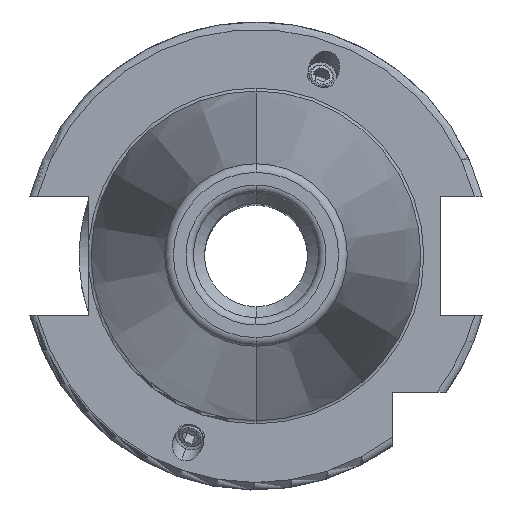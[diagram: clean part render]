
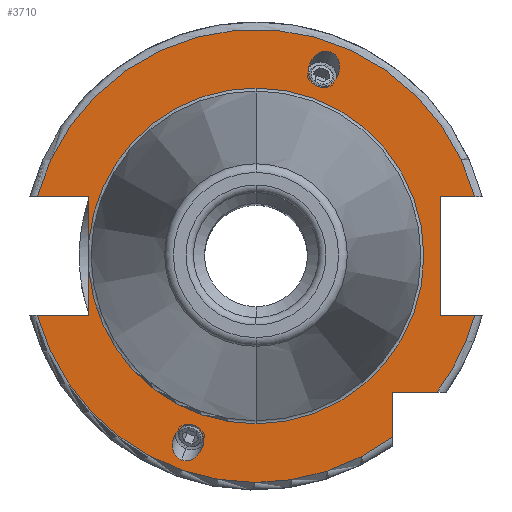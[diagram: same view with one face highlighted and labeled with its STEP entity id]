
A CAD part, top view. The second image highlights one B-rep face of the part: STEP entity #3710.
In plain terms, the highlighted planar face has unit normal (0, 0, 1).
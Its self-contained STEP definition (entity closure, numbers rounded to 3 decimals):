
#413=DIRECTION('',(1,0,0));
#414=VECTOR('',#413,7.004);
#415=CARTESIAN_POINT('',(-29.704,-8.05,15.9));
#416=LINE('',#415,#414);
#417=DIRECTION('',(0,1,0));
#418=VECTOR('',#417,5.917);
#419=CARTESIAN_POINT('',(-22.7,-8.05,15.9));
#420=LINE('',#419,#418);
#421=DIRECTION('',(0,1,0));
#422=VECTOR('',#421,5.917);
#423=CARTESIAN_POINT('',(-22.7,2.133,15.9));
#424=LINE('',#423,#422);
#425=DIRECTION('',(1,0,0));
#426=VECTOR('',#425,7.004);
#427=CARTESIAN_POINT('',(-29.704,8.05,15.9));
#428=LINE('',#427,#426);
#429=DIRECTION('',(-1,0,0));
#430=VECTOR('',#429,4.704);
#431=CARTESIAN_POINT('',(29.704,8.05,15.9));
#432=LINE('',#431,#430);
#433=DIRECTION('',(0,-1,0));
#434=VECTOR('',#433,16.1);
#435=CARTESIAN_POINT('',(25,8.05,15.9));
#436=LINE('',#435,#434);
#437=DIRECTION('',(-1,0,0));
#438=VECTOR('',#437,4.704);
#439=CARTESIAN_POINT('',(29.704,-8.05,15.9));
#440=LINE('',#439,#438);
#441=CARTESIAN_POINT('',(0,0,15.9));
#442=DIRECTION('',(0,0,1));
#443=DIRECTION('',(0.799,-0.601,0));
#444=AXIS2_PLACEMENT_3D('',#441,#442,#443);
#446=DIRECTION('',(-1,0,0));
#447=VECTOR('',#446,6.094);
#448=CARTESIAN_POINT('',(24.594,-18.5,15.9));
#449=LINE('',#448,#447);
#450=DIRECTION('',(0,1,0));
#451=VECTOR('',#450,6.094);
#452=CARTESIAN_POINT('',(18.5,-24.594,15.9));
#453=LINE('',#452,#451);
#454=CARTESIAN_POINT('',(10.09,27.723,15.9));
#455=CARTESIAN_POINT('',(9.863,27.806,15.9));
#456=CARTESIAN_POINT('',(9.337,27.884,15.9));
#457=CARTESIAN_POINT('',(8.455,27.594,15.9));
#458=CARTESIAN_POINT('',(7.834,27.033,15.9));
#459=CARTESIAN_POINT('',(7.483,26.49,15.9));
#460=CARTESIAN_POINT('',(7.298,26.077,15.9));
#461=CARTESIAN_POINT('',(7.174,25.641,15.9));
#462=CARTESIAN_POINT('',(7.094,25.,15.9));
#463=CARTESIAN_POINT('',(7.208,24.17,15.9));
#464=CARTESIAN_POINT('',(7.698,23.381,15.9));
#465=CARTESIAN_POINT('',(8.152,23.103,15.9));
#466=CARTESIAN_POINT('',(8.379,23.02,15.9));
#468=CARTESIAN_POINT('',(8.379,23.02,15.9));
#469=CARTESIAN_POINT('',(8.606,22.937,15.9));
#470=CARTESIAN_POINT('',(9.133,22.859,15.9));
#471=CARTESIAN_POINT('',(10.014,23.149,15.9));
#472=CARTESIAN_POINT('',(10.635,23.711,15.9));
#473=CARTESIAN_POINT('',(10.986,24.253,15.9));
#474=CARTESIAN_POINT('',(11.171,24.667,15.9));
#475=CARTESIAN_POINT('',(11.295,25.103,15.9));
#476=CARTESIAN_POINT('',(11.375,25.744,15.9));
#477=CARTESIAN_POINT('',(11.261,26.573,15.9));
#478=CARTESIAN_POINT('',(10.771,27.362,15.9));
#479=CARTESIAN_POINT('',(10.318,27.641,15.9));
#480=CARTESIAN_POINT('',(10.09,27.723,15.9));
#482=CARTESIAN_POINT('',(-10.09,-27.723,15.9));
#483=CARTESIAN_POINT('',(-10.318,-27.641,15.9));
#484=CARTESIAN_POINT('',(-10.771,-27.362,15.9));
#485=CARTESIAN_POINT('',(-11.261,-26.573,15.9));
#486=CARTESIAN_POINT('',(-11.375,-25.744,15.9));
#487=CARTESIAN_POINT('',(-11.295,-25.103,15.9));
#488=CARTESIAN_POINT('',(-11.171,-24.667,15.9));
#489=CARTESIAN_POINT('',(-10.986,-24.253,15.9));
#490=CARTESIAN_POINT('',(-10.635,-23.711,15.9));
#491=CARTESIAN_POINT('',(-10.014,-23.149,15.9));
#492=CARTESIAN_POINT('',(-9.133,-22.859,15.9));
#493=CARTESIAN_POINT('',(-8.606,-22.937,15.9));
#494=CARTESIAN_POINT('',(-8.379,-23.02,15.9));
#496=CARTESIAN_POINT('',(-8.379,-23.02,15.9));
#497=CARTESIAN_POINT('',(-8.152,-23.103,15.9));
#498=CARTESIAN_POINT('',(-7.698,-23.381,15.9));
#499=CARTESIAN_POINT('',(-7.208,-24.17,15.9));
#500=CARTESIAN_POINT('',(-7.094,-25.,15.9));
#501=CARTESIAN_POINT('',(-7.174,-25.641,15.9));
#502=CARTESIAN_POINT('',(-7.298,-26.077,15.9));
#503=CARTESIAN_POINT('',(-7.483,-26.49,15.9));
#504=CARTESIAN_POINT('',(-7.834,-27.033,15.9));
#505=CARTESIAN_POINT('',(-8.455,-27.594,15.9));
#506=CARTESIAN_POINT('',(-9.337,-27.884,15.9));
#507=CARTESIAN_POINT('',(-9.863,-27.806,15.9));
#508=CARTESIAN_POINT('',(-10.09,-27.723,15.9));
#520=CARTESIAN_POINT('',(0,0,15.9));
#521=DIRECTION('',(0,0,1));
#522=DIRECTION('',(0,1,0));
#523=AXIS2_PLACEMENT_3D('',#520,#521,#522);
#535=CARTESIAN_POINT('',(0,0,15.9));
#536=DIRECTION('',(0,0,1));
#537=DIRECTION('',(-0.996,-0.094,0));
#538=AXIS2_PLACEMENT_3D('',#535,#536,#537);
#540=CARTESIAN_POINT('',(0,0,15.9));
#541=DIRECTION('',(0,0,-1));
#542=DIRECTION('',(0,1,0));
#543=AXIS2_PLACEMENT_3D('',#540,#541,#542);
#1964=CARTESIAN_POINT('',(0,0,15.9));
#1965=DIRECTION('',(0,0,1));
#1966=DIRECTION('',(0.965,0.262,0));
#1967=AXIS2_PLACEMENT_3D('',#1964,#1965,#1966);
#2015=CARTESIAN_POINT('',(0,0,15.9));
#2016=DIRECTION('',(0,0,1));
#2017=DIRECTION('',(-0.965,-0.262,0));
#2018=AXIS2_PLACEMENT_3D('',#2015,#2016,#2017);
#2691=CARTESIAN_POINT('',(0,22.8,15.9));
#2693=VERTEX_POINT('',#2691);
#2713=CARTESIAN_POINT('',(0,-22.8,15.9));
#2715=VERTEX_POINT('',#2713);
#2853=CARTESIAN_POINT('',(-29.704,-8.05,15.9));
#2854=CARTESIAN_POINT('',(-22.7,-8.05,15.9));
#2855=VERTEX_POINT('',#2853);
#2856=VERTEX_POINT('',#2854);
#2857=CARTESIAN_POINT('',(-22.7,-2.133,15.9));
#2858=VERTEX_POINT('',#2857);
#2859=CARTESIAN_POINT('',(-22.7,2.133,15.9));
#2860=CARTESIAN_POINT('',(-22.7,8.05,15.9));
#2861=VERTEX_POINT('',#2859);
#2862=VERTEX_POINT('',#2860);
#2863=CARTESIAN_POINT('',(-29.704,8.05,15.9));
#2864=VERTEX_POINT('',#2863);
#2865=CARTESIAN_POINT('',(25,8.05,15.9));
#2866=CARTESIAN_POINT('',(25,-8.05,15.9));
#2867=VERTEX_POINT('',#2865);
#2868=VERTEX_POINT('',#2866);
#2869=CARTESIAN_POINT('',(29.704,-8.05,15.9));
#2870=VERTEX_POINT('',#2869);
#2871=CARTESIAN_POINT('',(29.704,8.05,15.9));
#2872=VERTEX_POINT('',#2871);
#2873=CARTESIAN_POINT('',(18.5,-24.594,15.9));
#2874=CARTESIAN_POINT('',(18.5,-18.5,15.9));
#2875=VERTEX_POINT('',#2873);
#2876=VERTEX_POINT('',#2874);
#2877=CARTESIAN_POINT('',(24.594,-18.5,15.9));
#2878=VERTEX_POINT('',#2877);
#2925=VERTEX_POINT('',#454);
#2926=VERTEX_POINT('',#466);
#2970=CARTESIAN_POINT('',(-10.09,-27.723,15.9));
#2972=VERTEX_POINT('',#2970);
#2973=CARTESIAN_POINT('',(-8.379,-23.02,15.9));
#2974=VERTEX_POINT('',#2973);
#3668=CARTESIAN_POINT('',(0,0,15.9));
#3669=DIRECTION('',(0,0,-1));
#3670=DIRECTION('',(0,-1,0));
#3671=AXIS2_PLACEMENT_3D('',#3668,#3669,#3670);
#3672=PLANE('',#3671);
#3673=ORIENTED_EDGE('',*,*,#3645,.T.);
#3674=ORIENTED_EDGE('',*,*,#3399,.T.);
#3676=ORIENTED_EDGE('',*,*,#3675,.T.);
#3678=ORIENTED_EDGE('',*,*,#3677,.F.);
#3680=ORIENTED_EDGE('',*,*,#3679,.T.);
#3681=ORIENTED_EDGE('',*,*,#3395,.T.);
#3682=ORIENTED_EDGE('',*,*,#3445,.F.);
#3684=ORIENTED_EDGE('',*,*,#3683,.F.);
#3686=ORIENTED_EDGE('',*,*,#3685,.T.);
#3688=ORIENTED_EDGE('',*,*,#3687,.T.);
#3689=ORIENTED_EDGE('',*,*,#3293,.F.);
#3691=ORIENTED_EDGE('',*,*,#3690,.F.);
#3692=ORIENTED_EDGE('',*,*,#3498,.T.);
#3693=ORIENTED_EDGE('',*,*,#3549,.F.);
#3695=ORIENTED_EDGE('',*,*,#3694,.F.);
#3696=EDGE_LOOP('',(#3673,#3674,#3676,#3678,#3680,#3681,#3682,#3684,#3686,#3688,
#3689,#3691,#3692,#3693,#3695));
#3697=FACE_OUTER_BOUND('',#3696,.F.);
#3699=ORIENTED_EDGE('',*,*,#3698,.T.);
#3701=ORIENTED_EDGE('',*,*,#3700,.T.);
#3702=EDGE_LOOP('',(#3699,#3701));
#3703=FACE_BOUND('',#3702,.F.);
#3705=ORIENTED_EDGE('',*,*,#3704,.F.);
#3707=ORIENTED_EDGE('',*,*,#3706,.F.);
#3708=EDGE_LOOP('',(#3705,#3707));
#3709=FACE_BOUND('',#3708,.F.);
#3710=ADVANCED_FACE('',(#3697,#3703,#3709),#3672,.F.);
#445=CIRCLE('',#444,30.775);
#467=B_SPLINE_CURVE_WITH_KNOTS('',3,(#454,#455,#456,#457,#458,#459,#460,#461,
#462,#463,#464,#465,#466),.UNSPECIFIED.,.F.,.F.,(4,1,1,1,1,1,1,1,1,1,4),(0,
0.125,0.25,0.375,0.438,0.5,0.563,0.625,0.75,0.875,1),
.UNSPECIFIED.);
#481=B_SPLINE_CURVE_WITH_KNOTS('',3,(#468,#469,#470,#471,#472,#473,#474,#475,
#476,#477,#478,#479,#480),.UNSPECIFIED.,.F.,.F.,(4,1,1,1,1,1,1,1,1,1,4),(0,
0.125,0.25,0.375,0.438,0.5,0.563,0.625,0.75,0.875,1),
.UNSPECIFIED.);
#495=B_SPLINE_CURVE_WITH_KNOTS('',3,(#482,#483,#484,#485,#486,#487,#488,#489,
#490,#491,#492,#493,#494),.UNSPECIFIED.,.F.,.F.,(4,1,1,1,1,1,1,1,1,1,4),(0,
0.125,0.25,0.375,0.438,0.5,0.563,0.625,0.75,0.875,1),
.UNSPECIFIED.);
#509=B_SPLINE_CURVE_WITH_KNOTS('',3,(#496,#497,#498,#499,#500,#501,#502,#503,
#504,#505,#506,#507,#508),.UNSPECIFIED.,.F.,.F.,(4,1,1,1,1,1,1,1,1,1,4),(0,
0.125,0.25,0.375,0.438,0.5,0.563,0.625,0.75,0.875,1),
.UNSPECIFIED.);
#524=CIRCLE('',#523,22.8);
#539=CIRCLE('',#538,22.8);
#544=CIRCLE('',#543,22.8);
#1968=CIRCLE('',#1967,30.775);
#2019=CIRCLE('',#2018,30.775);
#3293=EDGE_CURVE('',#2870,#2868,#440,.T.);
#3395=EDGE_CURVE('',#2861,#2862,#424,.T.);
#3399=EDGE_CURVE('',#2856,#2858,#420,.T.);
#3445=EDGE_CURVE('',#2864,#2862,#428,.T.);
#3498=EDGE_CURVE('',#2878,#2876,#449,.T.);
#3549=EDGE_CURVE('',#2875,#2876,#453,.T.);
#3645=EDGE_CURVE('',#2855,#2856,#416,.T.);
#3675=EDGE_CURVE('',#2858,#2715,#539,.T.);
#3677=EDGE_CURVE('',#2693,#2715,#544,.T.);
#3679=EDGE_CURVE('',#2693,#2861,#524,.T.);
#3683=EDGE_CURVE('',#2872,#2864,#1968,.T.);
#3685=EDGE_CURVE('',#2872,#2867,#432,.T.);
#3687=EDGE_CURVE('',#2867,#2868,#436,.T.);
#3690=EDGE_CURVE('',#2878,#2870,#445,.T.);
#3694=EDGE_CURVE('',#2855,#2875,#2019,.T.);
#3698=EDGE_CURVE('',#2925,#2926,#467,.T.);
#3700=EDGE_CURVE('',#2926,#2925,#481,.T.);
#3704=EDGE_CURVE('',#2972,#2974,#495,.T.);
#3706=EDGE_CURVE('',#2974,#2972,#509,.T.);
